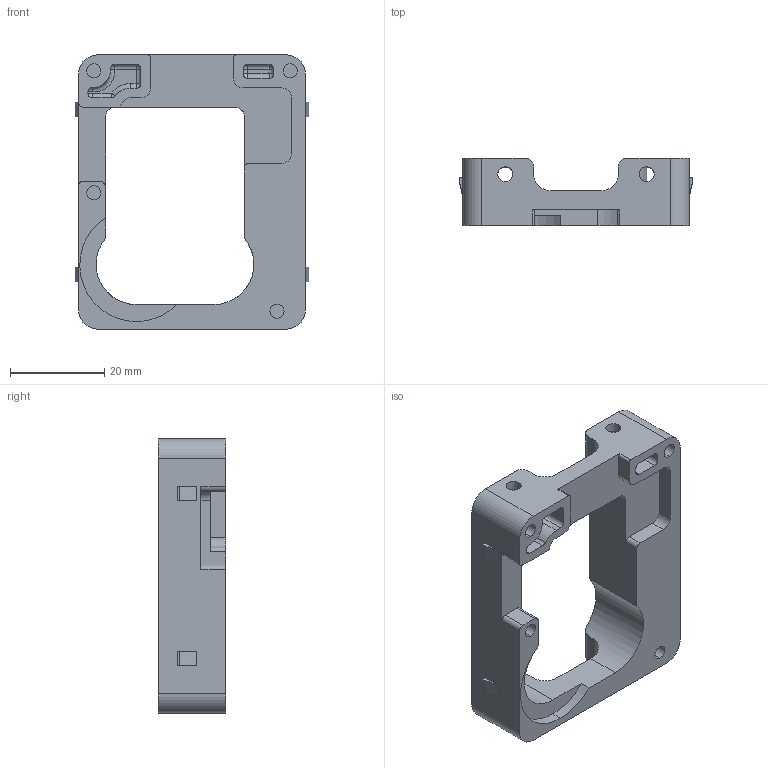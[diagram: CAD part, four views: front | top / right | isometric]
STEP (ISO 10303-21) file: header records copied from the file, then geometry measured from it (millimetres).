
FILE_DESCRIPTION (( 'STEP AP203' ), '1' );
FILE_NAME ('Dummy-0035.STEP_默认_sldprt.STEP', '2025-11-13T14:26:14', ( '' ), ( '' ), 'SwSTEP 2.0', 'SolidWorks 2020', '' );
FILE_SCHEMA (( 'CONFIG_CONTROL_DESIGN' ));
Length unit declared in the file: millimetre
Products named in the file (1): Dummy-0035.STEP_默认_sldprt
Bounding box: 49.6 x 14.3 x 58.2 mm (x, y, z)
Volume: 13563.4 mm3; surface area: 9437.4 mm2
Topology: 1 solids, 1 shells, 206 faces, 548 edges, 343 vertices
Faces by surface type: plane 93, cylinder 91, sphere 11, torus 11
Entity records: 6778 total; most frequent: CARTESIAN_POINT 1457, DIRECTION 1138, ORIENTED_EDGE 1074, EDGE_CURVE 537, AXIS2_PLACEMENT_3D 407, VERTEX_POINT 343, LINE 324, VECTOR 324
